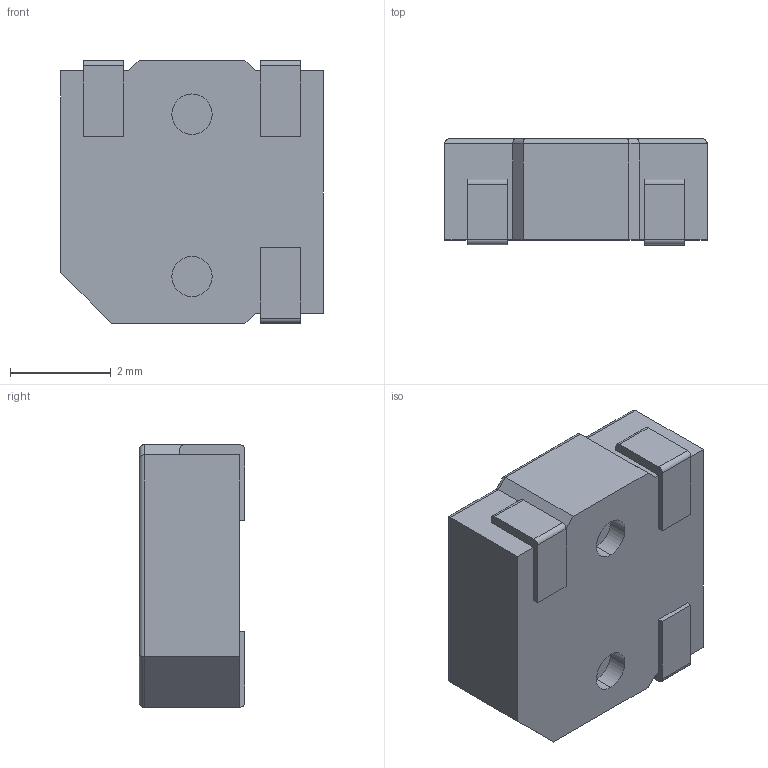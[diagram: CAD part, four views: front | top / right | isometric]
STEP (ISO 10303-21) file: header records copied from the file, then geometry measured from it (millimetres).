
FILE_DESCRIPTION (( 'STEP AP214' ), '1' );
FILE_NAME ('User Library-BEEP-5020.STEP', '2021-12-28T02:42:35', ( '' ), ( '' ), 'SwSTEP 2.0', 'SolidWorks 2021', '' );
FILE_SCHEMA (( 'AUTOMOTIVE_DESIGN' ));
Length unit declared in the file: millimetre
Products named in the file (1): User Library-BEEP-5020
Bounding box: 5.2 x 2.1 x 5.2 mm (x, y, z)
Volume: 51.6 mm3; surface area: 96.8 mm2
Topology: 1 solids, 1 shells, 60 faces, 151 edges, 97 vertices
Faces by surface type: plane 35, cylinder 25
Entity records: 2084 total; most frequent: CARTESIAN_POINT 342, ORIENTED_EDGE 302, DIRECTION 290, EDGE_CURVE 151, LINE 112, VECTOR 112, VERTEX_POINT 97, AXIS2_PLACEMENT_3D 89
